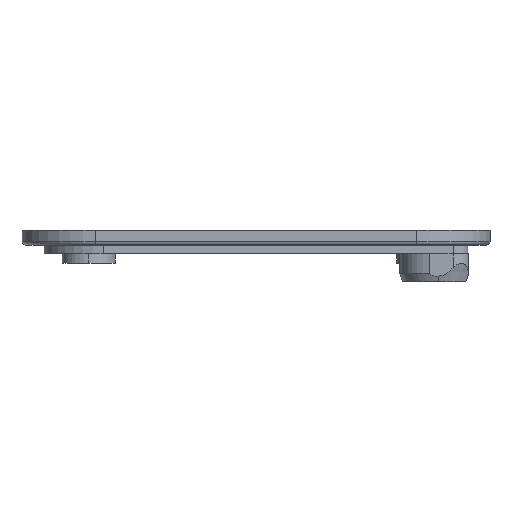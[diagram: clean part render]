
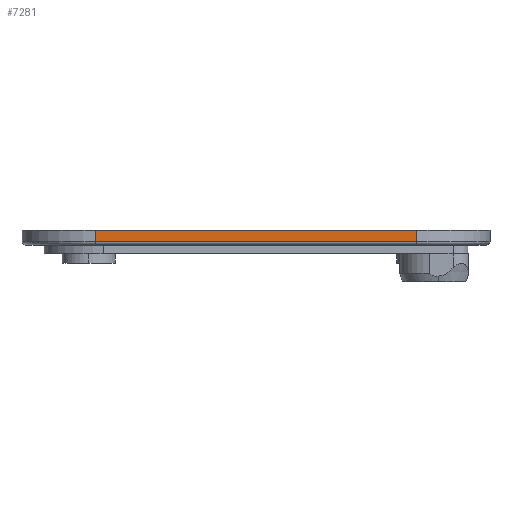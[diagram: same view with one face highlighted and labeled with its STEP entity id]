
A CAD part, left-side view. The second image highlights one B-rep face of the part: STEP entity #7281.
In plain terms, the highlighted planar face has unit normal (-1, 0, 0).
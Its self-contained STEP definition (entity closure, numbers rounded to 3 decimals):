
#69 = ORIENTED_EDGE ( 'NONE', *, *, #8226, .T. ) ;
#100 = CARTESIAN_POINT ( 'NONE',  ( -88.9, -43.5, 3.35 ) ) ;
#877 = LINE ( 'NONE', #100, #1116 ) ;
#1084 = CARTESIAN_POINT ( 'NONE',  ( -88.9, 43.5, 3.35 ) ) ;
#1116 = VECTOR ( 'NONE', #5370, 1000. ) ;
#1256 = ORIENTED_EDGE ( 'NONE', *, *, #7599, .T. ) ;
#1332 = CARTESIAN_POINT ( 'NONE',  ( -88.9, -43.5, 3.35 ) ) ;
#1946 = CARTESIAN_POINT ( 'NONE',  ( -88.9, 43.5, 6.35 ) ) ;
#2429 = VECTOR ( 'NONE', #3571, 1000. ) ;
#2667 = DIRECTION ( 'NONE',  ( 0., 0., 1. ) ) ;
#3012 = EDGE_LOOP ( 'NONE', ( #8170, #69, #1256, #8887 ) ) ;
#3047 = CARTESIAN_POINT ( 'NONE',  ( -88.9, -63.5, 6.35 ) ) ;
#3507 = DIRECTION ( 'NONE',  ( 0., -1., 0. ) ) ;
#3571 = DIRECTION ( 'NONE',  ( 0., 0., -1. ) ) ;
#4118 = LINE ( 'NONE', #7168, #8549 ) ;
#4177 = VERTEX_POINT ( 'NONE', #1946 ) ;
#4507 = VERTEX_POINT ( 'NONE', #7349 ) ;
#4739 = DIRECTION ( 'NONE',  ( 0., -1., 0. ) ) ;
#5370 = DIRECTION ( 'NONE',  ( 0., -1., 0. ) ) ;
#5781 = CARTESIAN_POINT ( 'NONE',  ( -88.9, -63.5, 2.35 ) ) ;
#6287 = VERTEX_POINT ( 'NONE', #1332 ) ;
#6565 = EDGE_CURVE ( 'NONE', #4177, #7636, #8529, .T. ) ;
#6678 = CARTESIAN_POINT ( 'NONE',  ( -88.9, 43.5, 2.35 ) ) ;
#7088 = LINE ( 'NONE', #3047, #8653 ) ;
#7168 = CARTESIAN_POINT ( 'NONE',  ( -88.9, -43.5, 2.35 ) ) ;
#7281 = ADVANCED_FACE ( 'NONE', ( #7962 ), #8185, .T. ) ;
#7311 = DIRECTION ( 'NONE',  ( -1., 0., 0. ) ) ;
#7349 = CARTESIAN_POINT ( 'NONE',  ( -88.9, -43.5, 6.35 ) ) ;
#7599 = EDGE_CURVE ( 'NONE', #6287, #4507, #4118, .T. ) ;
#7636 = VERTEX_POINT ( 'NONE', #1084 ) ;
#7962 = FACE_OUTER_BOUND ( 'NONE', #3012, .T. ) ;
#8027 = AXIS2_PLACEMENT_3D ( 'NONE', #5781, #7311, #3507 ) ;
#8170 = ORIENTED_EDGE ( 'NONE', *, *, #6565, .T. ) ;
#8185 = PLANE ( 'NONE',  #8027 ) ;
#8226 = EDGE_CURVE ( 'NONE', #7636, #6287, #877, .T. ) ;
#8529 = LINE ( 'NONE', #6678, #2429 ) ;
#8549 = VECTOR ( 'NONE', #2667, 1000. ) ;
#8653 = VECTOR ( 'NONE', #4739, 1000. ) ;
#8887 = ORIENTED_EDGE ( 'NONE', *, *, #9153, .F. ) ;
#9153 = EDGE_CURVE ( 'NONE', #4177, #4507, #7088, .T. ) ;
